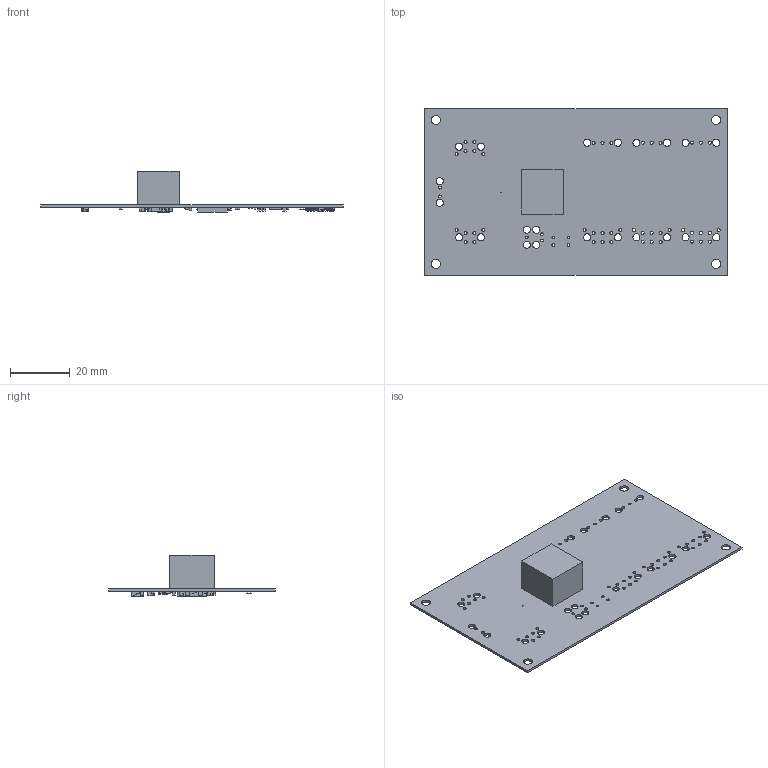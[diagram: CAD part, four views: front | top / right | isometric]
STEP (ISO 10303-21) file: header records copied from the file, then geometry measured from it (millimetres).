
FILE_DESCRIPTION(('Open CASCADE Model'),'2;1');
FILE_NAME('Open CASCADE Shape Model','2020-02-04T16:15:21',('Author'),( 'Open CASCADE'),'Open CASCADE STEP processor 6.8','Open CASCADE 6.8' ,'Unknown');
FILE_SCHEMA(('AUTOMOTIVE_DESIGN { 1 0 10303 214 1 1 1 1 }'));
Length unit declared in the file: millimetre
Products named in the file (104): PCB; Board; C40; CAPC1005X70N; C39; C38; C37; C36; U9; SOT95P237X111-3N; R21; 843996616; Extruded; R20; R19; RESC1005X40N; R18; 843996480; R17; Q2; MMBTH10LT3G--3DModel-STEP-56544; Q1; C35; C34; C33; C32; CAPC2012X145N; C31; C30; C29; C28; C27; C26; C25; C23; C21; U7; R16; R14; C24 ...
Assembly tree (165 placements, depth 4):
  PCB
    Board
    C40
      CAPC1005X70N
    C39
      CAPC1005X70N
    C38
      CAPC1005X70N
    C37
      CAPC1005X70N
    C36
      CAPC1005X70N
    U9
      SOT95P237X111-3N
    R21
      843996616
        Extruded
    R20
      843996616
        Extruded
    R19
      RESC1005X40N
    R18
      843996480
        Extruded
    R17
      843996616
        Extruded
    Q2
      MMBTH10LT3G--3DModel-STEP-56544
    Q1
      MMBTH10LT3G--3DModel-STEP-56544
    C35
      CAPC1005X70N
    C34
      CAPC1005X70N
    C33
      CAPC1005X70N
    C32
      CAPC2012X145N
    C31
      CAPC2012X145N
    C30
      CAPC2012X145N
    C29
      CAPC1005X70N
    C28
      CAPC1005X70N
    C27
      CAPC2012X145N
    C26
      CAPC2012X145N
    C25
      CAPC1005X70N
    C23
      CAPC2012X145N
    C21
      CAPC1005X70N
    U7
      SOT95P237X111-3N
Bounding box: 101.6 x 55.88 x 13.83 mm (x, y, z)
Volume: 6978 mm3; surface area: 13621 mm2
Topology: 199 solids, 299 shells, 3170 faces, 7288 edges, 4216 vertices
Faces by surface type: plane 1518, cylinder 1252, sphere 400
Full cylindrical faces by diameter (mm): 0.889 x3, 0.9 x4, 1.016 x47, 2.362 x4, 2.413 x18, 3.048 x4
Entity records: 22157 total; most frequent: CARTESIAN_POINT 3228, DIRECTION 3220, ORIENTED_EDGE 2516, EDGE_CURVE 1408, AXIS2_PLACEMENT_3D 1096, LINE 1028, VECTOR 1028, VERTEX_POINT 992
